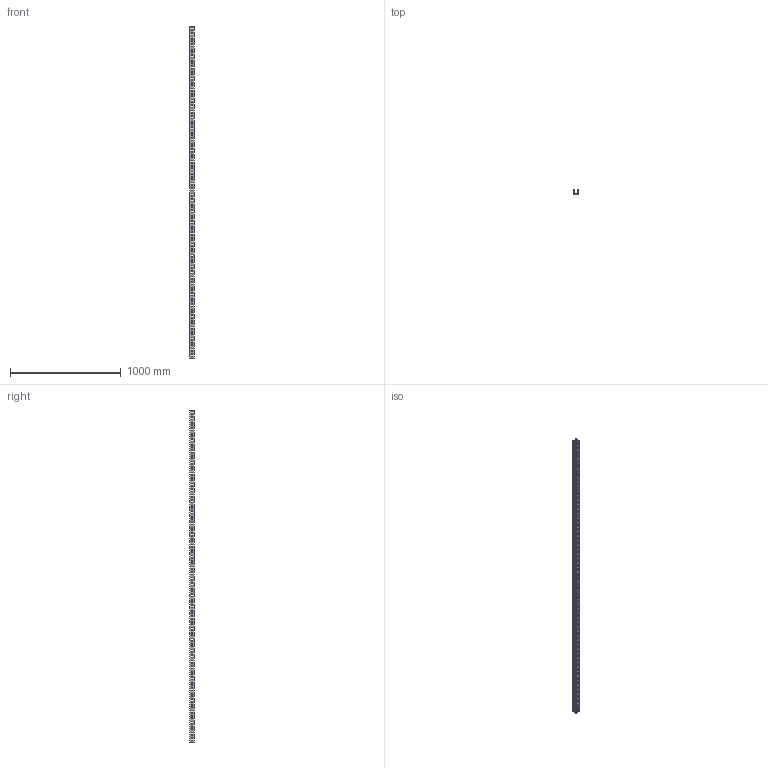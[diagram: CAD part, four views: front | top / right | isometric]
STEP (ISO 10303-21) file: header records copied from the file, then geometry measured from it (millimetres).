
FILE_DESCRIPTION (( 'STEP AP214' ), '1' );
FILE_NAME ('1122914.stp', '2020-12-01T15:14:11', ( '' ), ( '' ), 'SwSTEP 2.0', 'SolidWorks 2020', '' );
FILE_SCHEMA (( 'AUTOMOTIVE_DESIGN' ));
Length unit declared in the file: millimetre
Products named in the file (1): 1122914
Bounding box: 41 x 41 x 3000 mm (x, y, z)
Volume: 885027.9 mm3; surface area: 756109.3 mm2
Topology: 1 solids, 1 shells, 942 faces, 2820 edges, 1880 vertices
Faces by surface type: cylinder 540, plane 402
Entity records: 32878 total; most frequent: DIRECTION 5786, CARTESIAN_POINT 5643, ORIENTED_EDGE 5640, EDGE_CURVE 2820, AXIS2_PLACEMENT_3D 2023, VERTEX_POINT 1880, VECTOR 1740, LINE 1740
